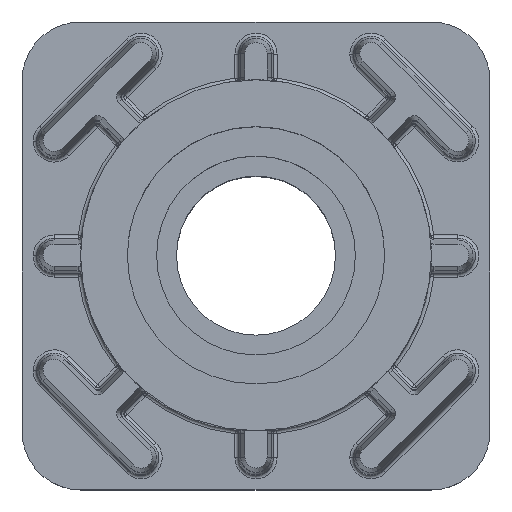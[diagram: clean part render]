
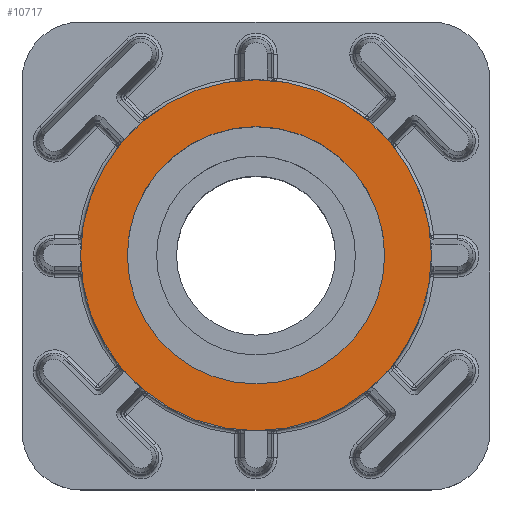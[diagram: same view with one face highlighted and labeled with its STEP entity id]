
A CAD part, top view. The second image highlights one B-rep face of the part: STEP entity #10717.
In plain terms, the highlighted planar face has unit normal (0, 0, 1).
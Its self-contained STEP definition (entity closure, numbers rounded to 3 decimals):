
#832 = DIRECTION ( 'NONE',  ( 1., 0., 0. ) ) ;
#1004 = CARTESIAN_POINT ( 'NONE',  ( 0., 0., 43. ) ) ;
#1128 = EDGE_LOOP ( 'NONE', ( #5504, #4104 ) ) ;
#1179 = CARTESIAN_POINT ( 'NONE',  ( 0., 0., 43. ) ) ;
#1338 = EDGE_CURVE ( 'NONE', #10258, #5419, #11518, .T. ) ;
#1517 = DIRECTION ( 'NONE',  ( 1., 0., 0. ) ) ;
#1917 = DIRECTION ( 'NONE',  ( 1., 0., 0. ) ) ;
#2105 = DIRECTION ( 'NONE',  ( 1., 0., 0. ) ) ;
#2903 = DIRECTION ( 'NONE',  ( 0., 0., 1. ) ) ;
#3200 = EDGE_CURVE ( 'NONE', #6498, #5317, #6910, .T. ) ;
#3494 = CARTESIAN_POINT ( 'NONE',  ( 15., 0., 43. ) ) ;
#4104 = ORIENTED_EDGE ( 'NONE', *, *, #4643, .F. ) ;
#4148 = AXIS2_PLACEMENT_3D ( 'NONE', #1004, #7430, #1917 ) ;
#4201 = CARTESIAN_POINT ( 'NONE',  ( -15., 0., 43. ) ) ;
#4643 = EDGE_CURVE ( 'NONE', #5317, #6498, #10475, .T. ) ;
#4880 = EDGE_CURVE ( 'NONE', #5419, #10258, #10885, .T. ) ;
#5188 = PLANE ( 'NONE',  #9608 ) ;
#5234 = AXIS2_PLACEMENT_3D ( 'NONE', #11799, #6334, #832 ) ;
#5305 = FACE_BOUND ( 'NONE', #1128, .T. ) ;
#5317 = VERTEX_POINT ( 'NONE', #6649 ) ;
#5419 = VERTEX_POINT ( 'NONE', #4201 ) ;
#5504 = ORIENTED_EDGE ( 'NONE', *, *, #3200, .F. ) ;
#5627 = AXIS2_PLACEMENT_3D ( 'NONE', #1179, #7614, #2105 ) ;
#6334 = DIRECTION ( 'NONE',  ( 0., 0., 1. ) ) ;
#6498 = VERTEX_POINT ( 'NONE', #8847 ) ;
#6649 = CARTESIAN_POINT ( 'NONE',  ( 11., 0., 43. ) ) ;
#6910 = CIRCLE ( 'NONE', #4148, 11. ) ;
#7029 = DIRECTION ( 'NONE',  ( 0., 0., 1. ) ) ;
#7430 = DIRECTION ( 'NONE',  ( 0., 0., 1. ) ) ;
#7559 = AXIS2_PLACEMENT_3D ( 'NONE', #8415, #2903, #9313 ) ;
#7602 = ORIENTED_EDGE ( 'NONE', *, *, #4880, .T. ) ;
#7614 = DIRECTION ( 'NONE',  ( 0., 0., 1. ) ) ;
#7745 = FACE_OUTER_BOUND ( 'NONE', #10343, .T. ) ;
#8415 = CARTESIAN_POINT ( 'NONE',  ( 0., 0., 43. ) ) ;
#8847 = CARTESIAN_POINT ( 'NONE',  ( -11., 0., 43. ) ) ;
#9078 = ORIENTED_EDGE ( 'NONE', *, *, #1338, .T. ) ;
#9313 = DIRECTION ( 'NONE',  ( 1., 0., 0. ) ) ;
#9608 = AXIS2_PLACEMENT_3D ( 'NONE', #10653, #7029, #1517 ) ;
#10258 = VERTEX_POINT ( 'NONE', #3494 ) ;
#10343 = EDGE_LOOP ( 'NONE', ( #7602, #9078 ) ) ;
#10475 = CIRCLE ( 'NONE', #5234, 11. ) ;
#10653 = CARTESIAN_POINT ( 'NONE',  ( 0., 0., 43. ) ) ;
#10717 = ADVANCED_FACE ( 'NONE', ( #5305, #7745 ), #5188, .T. ) ;
#10885 = CIRCLE ( 'NONE', #5627, 15. ) ;
#11518 = CIRCLE ( 'NONE', #7559, 15. ) ;
#11799 = CARTESIAN_POINT ( 'NONE',  ( 0., 0., 43. ) ) ;
